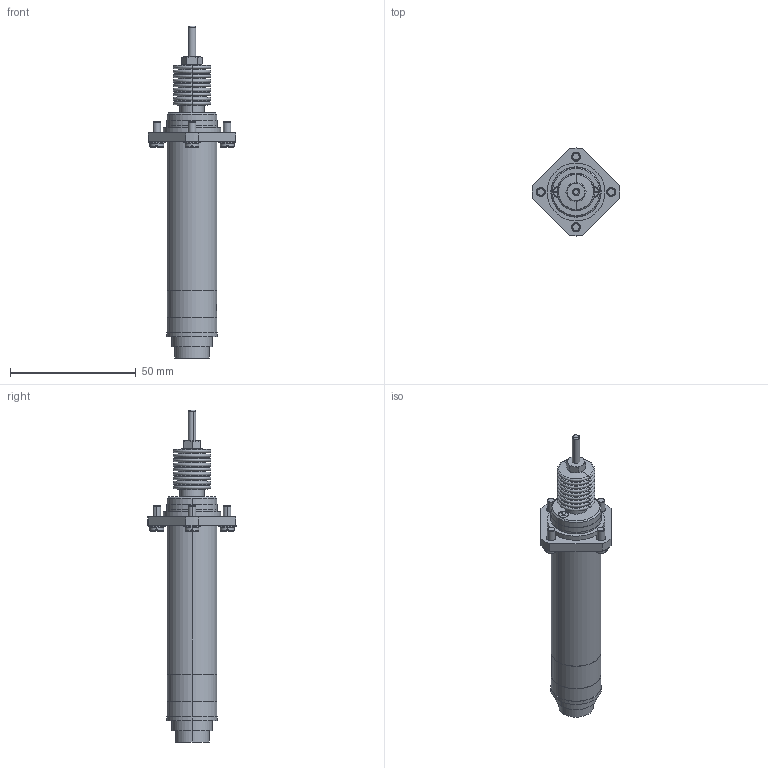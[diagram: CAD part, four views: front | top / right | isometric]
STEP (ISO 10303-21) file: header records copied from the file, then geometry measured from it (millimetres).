
FILE_DESCRIPTION (( 'STEP AP214' ), '1' );
FILE_NAME ('F205g.STEP', '2008-12-02T10:06:05', ( 'novotechnik' ), ( 'novotechnik' ), 'SwSTEP 2.0', 'SolidWorks 2008', '' );
FILE_SCHEMA (( 'AUTOMOTIVE_DESIGN' ));
Length unit declared in the file: millimetre
Products named in the file (4): F205g_Bewegungseinheit_Standard; F2XXg_Housing_Standard; F205g; F2XXg_Zentralbefestigung_Standard
Assembly tree (3 placements, depth 2):
  F205g
    F205g_Bewegungseinheit_Standard
    F2XXg_Housing_Standard
    F2XXg_Zentralbefestigung_Standard
Bounding box: 34.99 x 34.99 x 132 mm (x, y, z)
Volume: 36292.6 mm3; surface area: 28901.8 mm2
Topology: 25 solids, 25 shells, 823 faces, 1823 edges, 1074 vertices
Faces by surface type: plane 270, cylinder 219, cone 200, torus 122, sphere 10, bspline 2
Entity records: 37605 total; most frequent: CARTESIAN_POINT 9808, DIRECTION 4161, ORIENTED_EDGE 3598, EDGE_CURVE 1799, AXIS2_PLACEMENT_3D 1727, VERTEX_POINT 1064, EDGE_LOOP 927, CIRCLE 900
